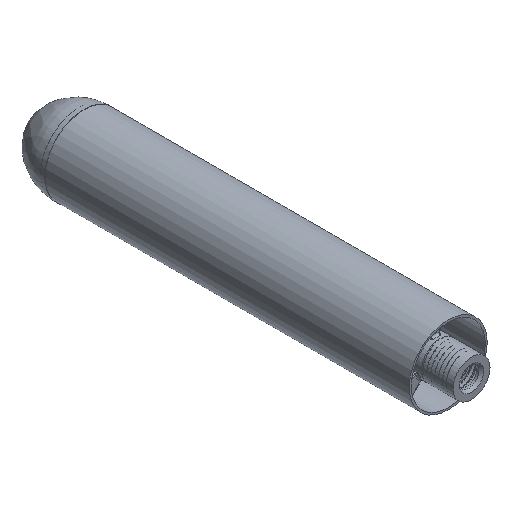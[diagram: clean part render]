
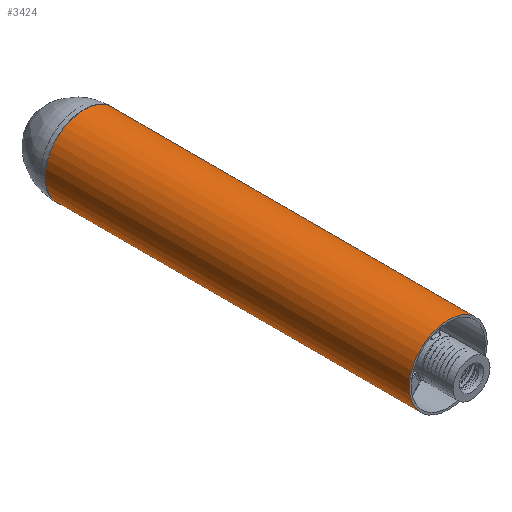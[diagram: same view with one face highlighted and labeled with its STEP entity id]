
A CAD part, isometric view. The second image highlights one B-rep face of the part: STEP entity #3424.
In plain terms, the highlighted cylindrical face has radius 40.1 mm (diameter 80.2 mm), a full revolution.
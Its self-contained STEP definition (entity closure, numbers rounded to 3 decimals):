
#303=LINE('',#5067,#460);
#460=VECTOR('',#4109,40.1);
#617=CYLINDRICAL_SURFACE('',#3694,40.1);
#735=FACE_OUTER_BOUND('',#952,.T.);
#952=EDGE_LOOP('',(#2299,#2300,#2301,#2302));
#1187=CIRCLE('',#3690,40.1);
#1190=CIRCLE('',#3695,40.1);
#1405=VERTEX_POINT('',#5056);
#1408=VERTEX_POINT('',#5065);
#1747=EDGE_CURVE('',#1405,#1405,#1187,.T.);
#1751=EDGE_CURVE('',#1408,#1408,#1190,.T.);
#1752=EDGE_CURVE('',#1408,#1405,#303,.T.);
#2299=ORIENTED_EDGE('',*,*,#1751,.F.);
#2300=ORIENTED_EDGE('',*,*,#1752,.T.);
#2301=ORIENTED_EDGE('',*,*,#1747,.F.);
#2302=ORIENTED_EDGE('',*,*,#1752,.F.);
#3424=ADVANCED_FACE('',(#735),#617,.T.);
#3690=AXIS2_PLACEMENT_3D('',#5057,#4096,#4097);
#3694=AXIS2_PLACEMENT_3D('',#5064,#4105,#4106);
#3695=AXIS2_PLACEMENT_3D('',#5066,#4107,#4108);
#4096=DIRECTION('center_axis',(0.,-1.,0.));
#4097=DIRECTION('ref_axis',(1.,0.,0.));
#4105=DIRECTION('center_axis',(0.,1.,0.));
#4106=DIRECTION('ref_axis',(1.,0.,0.));
#4107=DIRECTION('center_axis',(0.,1.,0.));
#4108=DIRECTION('ref_axis',(1.,0.,0.));
#4109=DIRECTION('',(0.,-1.,0.));
#5056=CARTESIAN_POINT('',(-40.1,-187.5,0.));
#5057=CARTESIAN_POINT('Origin',(0.,-187.5,0.));
#5064=CARTESIAN_POINT('Origin',(0.,0.,0.));
#5065=CARTESIAN_POINT('',(-40.1,187.5,0.));
#5066=CARTESIAN_POINT('Origin',(0.,187.5,0.));
#5067=CARTESIAN_POINT('',(-40.1,0.,0.));
